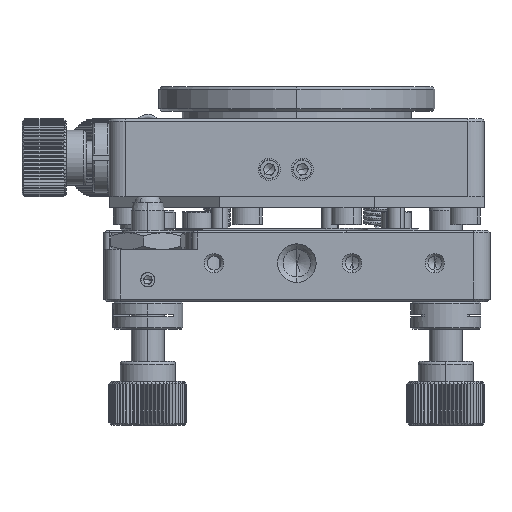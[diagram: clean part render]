
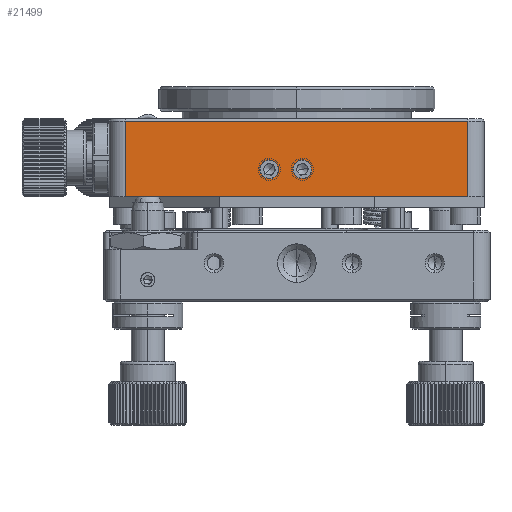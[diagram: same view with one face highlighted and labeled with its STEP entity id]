
A CAD part, left-side view. The second image highlights one B-rep face of the part: STEP entity #21499.
In plain terms, the highlighted planar face has unit normal (-1, 0, 0).
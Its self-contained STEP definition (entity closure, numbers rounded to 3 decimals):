
#964 = VERTEX_POINT ( 'NONE', #1198 ) ;
#1198 = CARTESIAN_POINT ( 'NONE',  ( -34., -1., 25.65 ) ) ;
#2317 = VECTOR ( 'NONE', #50948, 1000. ) ;
#3938 = DIRECTION ( 'NONE',  ( -1., 0., 0. ) ) ;
#4769 = CIRCLE ( 'NONE', #94322, 1.65 ) ;
#5223 = DIRECTION ( 'NONE',  ( -1., 0., 0. ) ) ;
#5272 = EDGE_CURVE ( 'NONE', #63292, #62960, #54886, .T. ) ;
#6230 = CIRCLE ( 'NONE', #46746, 1.65 ) ;
#6447 = EDGE_LOOP ( 'NONE', ( #66047, #106160 ) ) ;
#8615 = CARTESIAN_POINT ( 'NONE',  ( -34., 5., 25.65 ) ) ;
#10448 = CARTESIAN_POINT ( 'NONE',  ( -34., 5., 24. ) ) ;
#11632 = CARTESIAN_POINT ( 'NONE',  ( -34., -34., 19. ) ) ;
#13601 = DIRECTION ( 'NONE',  ( 0., 0., -1. ) ) ;
#15827 = LINE ( 'NONE', #21920, #105987 ) ;
#20452 = LINE ( 'NONE', #11632, #35001 ) ;
#21499 = ADVANCED_FACE ( 'NONE', ( #96705, #96167, #80176 ), #54318, .F. ) ;
#21549 = DIRECTION ( 'NONE',  ( 0., -1., 0. ) ) ;
#21920 = CARTESIAN_POINT ( 'NONE',  ( -34., -31., 33.2 ) ) ;
#22629 = DIRECTION ( 'NONE',  ( 0., 0., 1. ) ) ;
#23133 = CARTESIAN_POINT ( 'NONE',  ( -34., -1., 24. ) ) ;
#24929 = ORIENTED_EDGE ( 'NONE', *, *, #67969, .F. ) ;
#25262 = ORIENTED_EDGE ( 'NONE', *, *, #60542, .F. ) ;
#27292 = LINE ( 'NONE', #92779, #2317 ) ;
#27550 = DIRECTION ( 'NONE',  ( -1., 0., 0. ) ) ;
#30950 = ORIENTED_EDGE ( 'NONE', *, *, #5272, .T. ) ;
#33184 = EDGE_CURVE ( 'NONE', #74063, #63292, #15827, .T. ) ;
#35001 = VECTOR ( 'NONE', #21549, 1000. ) ;
#36718 = VERTEX_POINT ( 'NONE', #43701 ) ;
#36890 = CIRCLE ( 'NONE', #66697, 1.65 ) ;
#39438 = EDGE_LOOP ( 'NONE', ( #51629, #30950, #45450, #76093 ) ) ;
#40698 = EDGE_CURVE ( 'NONE', #62960, #59486, #27292, .T. ) ;
#43132 = CARTESIAN_POINT ( 'NONE',  ( -34., 5., 22.35 ) ) ;
#43701 = CARTESIAN_POINT ( 'NONE',  ( -34., -1., 22.35 ) ) ;
#44307 = CARTESIAN_POINT ( 'NONE',  ( -34., 31., 32.7 ) ) ;
#45450 = ORIENTED_EDGE ( 'NONE', *, *, #40698, .T. ) ;
#46630 = DIRECTION ( 'NONE',  ( 0., 1., 0. ) ) ;
#46746 = AXIS2_PLACEMENT_3D ( 'NONE', #10448, #27550, #61064 ) ;
#50948 = DIRECTION ( 'NONE',  ( 0., 0., -1. ) ) ;
#51629 = ORIENTED_EDGE ( 'NONE', *, *, #33184, .T. ) ;
#54318 = PLANE ( 'NONE',  #80985 ) ;
#54864 = CARTESIAN_POINT ( 'NONE',  ( -34., -34., 33.2 ) ) ;
#54886 = LINE ( 'NONE', #88470, #101096 ) ;
#55390 = DIRECTION ( 'NONE',  ( 1., 0., 0. ) ) ;
#59486 = VERTEX_POINT ( 'NONE', #104189 ) ;
#60542 = EDGE_CURVE ( 'NONE', #964, #36718, #36890, .T. ) ;
#61064 = DIRECTION ( 'NONE',  ( 0., 0., 1. ) ) ;
#62918 = CARTESIAN_POINT ( 'NONE',  ( -34., -31., 19. ) ) ;
#62960 = VERTEX_POINT ( 'NONE', #44307 ) ;
#63292 = VERTEX_POINT ( 'NONE', #86557 ) ;
#66047 = ORIENTED_EDGE ( 'NONE', *, *, #101873, .F. ) ;
#66697 = AXIS2_PLACEMENT_3D ( 'NONE', #73981, #5223, #89965 ) ;
#67969 = EDGE_CURVE ( 'NONE', #36718, #964, #4769, .T. ) ;
#71574 = CARTESIAN_POINT ( 'NONE',  ( -34., 5., 24. ) ) ;
#73981 = CARTESIAN_POINT ( 'NONE',  ( -34., -1., 24. ) ) ;
#74063 = VERTEX_POINT ( 'NONE', #62918 ) ;
#74244 = DIRECTION ( 'NONE',  ( 0., 0., 1. ) ) ;
#76093 = ORIENTED_EDGE ( 'NONE', *, *, #108034, .T. ) ;
#77188 = VERTEX_POINT ( 'NONE', #43132 ) ;
#80176 = FACE_OUTER_BOUND ( 'NONE', #39438, .T. ) ;
#80985 = AXIS2_PLACEMENT_3D ( 'NONE', #54864, #55390, #13601 ) ;
#83572 = EDGE_CURVE ( 'NONE', #77188, #103669, #97640, .T. ) ;
#85478 = AXIS2_PLACEMENT_3D ( 'NONE', #71574, #3938, #22629 ) ;
#86557 = CARTESIAN_POINT ( 'NONE',  ( -34., -31., 32.7 ) ) ;
#88470 = CARTESIAN_POINT ( 'NONE',  ( -34., 31., 32.7 ) ) ;
#89568 = DIRECTION ( 'NONE',  ( 0., 0., 1. ) ) ;
#89965 = DIRECTION ( 'NONE',  ( 0., 0., 1. ) ) ;
#92779 = CARTESIAN_POINT ( 'NONE',  ( -34., 31., 33.2 ) ) ;
#94322 = AXIS2_PLACEMENT_3D ( 'NONE', #23133, #106173, #74244 ) ;
#96167 = FACE_BOUND ( 'NONE', #103604, .T. ) ;
#96705 = FACE_BOUND ( 'NONE', #6447, .T. ) ;
#97640 = CIRCLE ( 'NONE', #85478, 1.65 ) ;
#101096 = VECTOR ( 'NONE', #46630, 1000. ) ;
#101873 = EDGE_CURVE ( 'NONE', #103669, #77188, #6230, .T. ) ;
#103604 = EDGE_LOOP ( 'NONE', ( #25262, #24929 ) ) ;
#103669 = VERTEX_POINT ( 'NONE', #8615 ) ;
#104189 = CARTESIAN_POINT ( 'NONE',  ( -34., 31., 19. ) ) ;
#105987 = VECTOR ( 'NONE', #89568, 1000. ) ;
#106160 = ORIENTED_EDGE ( 'NONE', *, *, #83572, .F. ) ;
#106173 = DIRECTION ( 'NONE',  ( -1., 0., 0. ) ) ;
#108034 = EDGE_CURVE ( 'NONE', #59486, #74063, #20452, .T. ) ;
